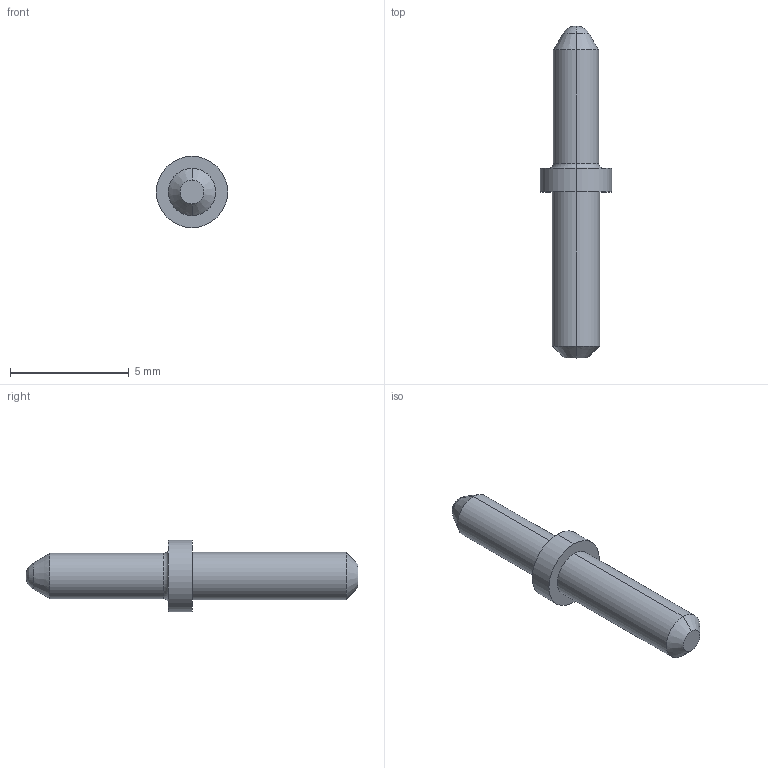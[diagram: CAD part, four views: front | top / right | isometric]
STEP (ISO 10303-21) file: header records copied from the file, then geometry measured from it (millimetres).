
FILE_DESCRIPTION (( 'STEP AP214' ), '1' );
FILE_NAME ('3165~0.STEP', '2017-07-04T09:23:08', ( '' ), ( '' ), 'SwSTEP 2.0', 'SolidWorks 2016', '' );
FILE_SCHEMA (( 'AUTOMOTIVE_DESIGN' ));
Length unit declared in the file: millimetre
Products named in the file (1): 3165~0
Bounding box: 3 x 14 x 3 mm (x, y, z)
Volume: 44.1 mm3; surface area: 98 mm2
Topology: 2 solids, 2 shells, 23 faces, 43 edges, 26 vertices
Faces by surface type: cylinder 8, plane 7, torus 4, cone 4
Entity records: 679 total; most frequent: DIRECTION 119, CARTESIAN_POINT 93, ORIENTED_EDGE 86, AXIS2_PLACEMENT_3D 52, EDGE_CURVE 43, CIRCLE 28, VERTEX_POINT 26, EDGE_LOOP 25
